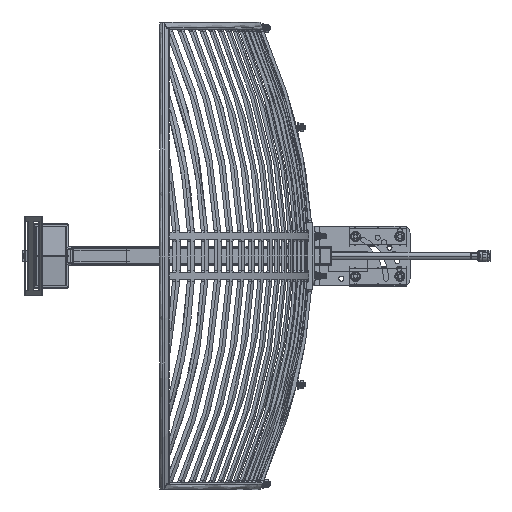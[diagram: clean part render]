
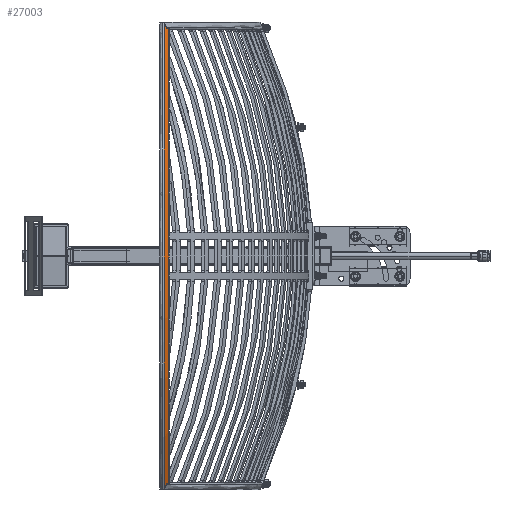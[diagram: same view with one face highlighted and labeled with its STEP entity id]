
A CAD part, left-side view. The second image highlights one B-rep face of the part: STEP entity #27003.
In plain terms, the highlighted conical face has half-angle 53.075 degrees and reference radius 503.129 mm.
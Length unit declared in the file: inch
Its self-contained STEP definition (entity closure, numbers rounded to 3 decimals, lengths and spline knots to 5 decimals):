
#746 = DIRECTION ( 'NONE',  ( 0.8, 0., -0.6 ) ) ;
#3210 = ORIENTED_EDGE ( 'NONE', *, *, #6337, .T. ) ;
#3579 = CARTESIAN_POINT ( 'NONE',  ( 15.95445, 7.11587, -11.4841 ) ) ;
#6337 = EDGE_CURVE ( 'NONE', #80293, #88848, #122611, .T. ) ;
#6495 = CARTESIAN_POINT ( 'NONE',  ( 15.89787, 7.22658, -11.81102 ) ) ;
#10147 = EDGE_CURVE ( 'NONE', #122684, #67669, #73289, .T. ) ;
#12050 = EDGE_CURVE ( 'NONE', #75388, #118973, #39583, .T. ) ;
#14684 = CARTESIAN_POINT ( 'NONE',  ( 15.91452, 7.18175, 11.68846 ) ) ;
#15307 = CARTESIAN_POINT ( 'NONE',  ( 15.89419, 7.21529, 11.7908 ) ) ;
#15441 = CARTESIAN_POINT ( 'NONE',  ( 15.764, 7.0005, -11.48536 ) ) ;
#15997 = CARTESIAN_POINT ( 'NONE',  ( 15.89419, 7.21529, -11.7908 ) ) ;
#16032 = CARTESIAN_POINT ( 'NONE',  ( 15.89017, 7.22193, -11.81102 ) ) ;
#16543 = ORIENTED_EDGE ( 'NONE', *, *, #12050, .F. ) ;
#16688 = CARTESIAN_POINT ( 'NONE',  ( 15.89065, 7.07707, -11.48436 ) ) ;
#19432 = CARTESIAN_POINT ( 'NONE',  ( 0., 7.0005, 0. ) ) ;
#20831 = EDGE_CURVE ( 'NONE', #75388, #101859, #100816, .T. ) ;
#22455 = CARTESIAN_POINT ( 'NONE',  ( 15.89419, 7.21529, -11.7908 ) ) ;
#23077 = EDGE_LOOP ( 'NONE', ( #32295, #91595, #3210, #103821, #16543, #75354, #46235, #32636, #115150, #98878 ) ) ;
#23948 = CARTESIAN_POINT ( 'NONE',  ( 0., 7.2289, 0. ) ) ;
#24194 = B_SPLINE_CURVE_WITH_KNOTS ( 'NONE', 3,
 ( #121731, #110578, #35331, #63941 ),
 .UNSPECIFIED., .F., .F.,
 ( 4, 4 ),
 ( 0., 1. ),
 .UNSPECIFIED. ) ;
#25353 = CARTESIAN_POINT ( 'NONE',  ( 15.89151, 7.21972, -11.80428 ) ) ;
#27003 = ADVANCED_FACE ( 'NONE', ( #35706 ), #56005, .T. ) ;
#27138 = CARTESIAN_POINT ( 'NONE',  ( 15.90173, 7.2289, -11.81102 ) ) ;
#31143 = CARTESIAN_POINT ( 'NONE',  ( 15.95445, 7.11587, -11.4841 ) ) ;
#32295 = ORIENTED_EDGE ( 'NONE', *, *, #10147, .F. ) ;
#32636 = ORIENTED_EDGE ( 'NONE', *, *, #53361, .T. ) ;
#33216 = B_SPLINE_CURVE_WITH_KNOTS ( 'NONE', 3,
 ( #15307, #14684, #42646, #120344 ),
 .UNSPECIFIED., .F., .F.,
 ( 4, 4 ),
 ( 0., 1. ),
 .UNSPECIFIED. ) ;
#35029 = B_SPLINE_CURVE_WITH_KNOTS ( 'NONE', 3,
 ( #70569, #61829, #6495, #44400 ),
 .UNSPECIFIED., .F., .F.,
 ( 4, 4 ),
 ( 0., 1. ),
 .UNSPECIFIED. ) ;
#35331 = CARTESIAN_POINT ( 'NONE',  ( 15.89064, 7.07706, 11.48436 ) ) ;
#35430 = CARTESIAN_POINT ( 'NONE',  ( 15.89017, 7.22193, 11.81102 ) ) ;
#35706 = FACE_OUTER_BOUND ( 'NONE', #23077, .T. ) ;
#36990 = EDGE_CURVE ( 'NONE', #88848, #118973, #35029, .T. ) ;
#38010 = CARTESIAN_POINT ( 'NONE',  ( 15.89419, 7.21529, 11.7908 ) ) ;
#39583 = CIRCLE ( 'NONE', #109057, 19.80821 ) ;
#39848 = CARTESIAN_POINT ( 'NONE',  ( 15.93461, 7.1486, -11.58623 ) ) ;
#40109 = B_SPLINE_CURVE_WITH_KNOTS ( 'NONE', 3,
 ( #31143, #39848, #51637, #22455 ),
 .UNSPECIFIED., .F., .F.,
 ( 4, 4 ),
 ( 0., 1. ),
 .UNSPECIFIED. ) ;
#42646 = CARTESIAN_POINT ( 'NONE',  ( 15.93461, 7.1486, 11.58623 ) ) ;
#44400 = CARTESIAN_POINT ( 'NONE',  ( 15.90173, 7.2289, -11.81102 ) ) ;
#45209 = CARTESIAN_POINT ( 'NONE',  ( 15.89285, 7.21751, 11.79754 ) ) ;
#46235 = ORIENTED_EDGE ( 'NONE', *, *, #115826, .T. ) ;
#51480 = CARTESIAN_POINT ( 'NONE',  ( 15.89787, 7.22658, 11.81102 ) ) ;
#51637 = CARTESIAN_POINT ( 'NONE',  ( 15.91452, 7.18175, -11.68846 ) ) ;
#52810 = EDGE_CURVE ( 'NONE', #110457, #114124, #24194, .T. ) ;
#53361 = EDGE_CURVE ( 'NONE', #85907, #114124, #33216, .T. ) ;
#56005 = CONICAL_SURFACE ( 'NONE', #71919, 19.80821, 0.926 ) ;
#56216 = CARTESIAN_POINT ( 'NONE',  ( 15.89017, 7.22193, 11.81102 ) ) ;
#56909 = EDGE_CURVE ( 'NONE', #67669, #110457, #84116, .T. ) ;
#58037 = CARTESIAN_POINT ( 'NONE',  ( 15.89402, 7.22426, 11.81102 ) ) ;
#61829 = CARTESIAN_POINT ( 'NONE',  ( 15.89402, 7.22426, -11.81102 ) ) ;
#63941 = CARTESIAN_POINT ( 'NONE',  ( 15.95445, 7.11587, 11.4841 ) ) ;
#66321 = CARTESIAN_POINT ( 'NONE',  ( 15.90173, 7.2289, 11.81102 ) ) ;
#67669 = VERTEX_POINT ( 'NONE', #15441 ) ;
#68236 = AXIS2_PLACEMENT_3D ( 'NONE', #19432, #85913, #746 ) ;
#70569 = CARTESIAN_POINT ( 'NONE',  ( 15.89017, 7.22193, -11.81102 ) ) ;
#70772 = CARTESIAN_POINT ( 'NONE',  ( 15.90173, 7.2289, 11.81102 ) ) ;
#71919 = AXIS2_PLACEMENT_3D ( 'NONE', #23948, #82358, #102239 ) ;
#72619 = CARTESIAN_POINT ( 'NONE',  ( 15.89285, 7.21751, -11.79754 ) ) ;
#73213 = CARTESIAN_POINT ( 'NONE',  ( 15.89419, 7.21529, 11.7908 ) ) ;
#73289 = B_SPLINE_CURVE_WITH_KNOTS ( 'NONE', 3,
 ( #113624, #16688, #92533, #116074 ),
 .UNSPECIFIED., .F., .F.,
 ( 4, 4 ),
 ( 0., 1. ),
 .UNSPECIFIED. ) ;
#75209 = B_SPLINE_CURVE_WITH_KNOTS ( 'NONE', 3,
 ( #101784, #92460, #45209, #73213 ),
 .UNSPECIFIED., .F., .F.,
 ( 4, 4 ),
 ( 0., 1. ),
 .UNSPECIFIED. ) ;
#75213 = DIRECTION ( 'NONE',  ( 0., 1., 0. ) ) ;
#75354 = ORIENTED_EDGE ( 'NONE', *, *, #20831, .T. ) ;
#75388 = VERTEX_POINT ( 'NONE', #66321 ) ;
#80293 = VERTEX_POINT ( 'NONE', #15997 ) ;
#82289 = EDGE_CURVE ( 'NONE', #122684, #80293, #40109, .T. ) ;
#82358 = DIRECTION ( 'NONE',  ( 0., 1., 0. ) ) ;
#84116 = CIRCLE ( 'NONE', #68236, 19.50429 ) ;
#84538 = DIRECTION ( 'NONE',  ( 0.8, 0., -0.6 ) ) ;
#85907 = VERTEX_POINT ( 'NONE', #38010 ) ;
#85913 = DIRECTION ( 'NONE',  ( 0., -1., 0. ) ) ;
#87615 = CARTESIAN_POINT ( 'NONE',  ( 15.764, 7.0005, 11.48536 ) ) ;
#88848 = VERTEX_POINT ( 'NONE', #120091 ) ;
#91595 = ORIENTED_EDGE ( 'NONE', *, *, #82289, .T. ) ;
#92460 = CARTESIAN_POINT ( 'NONE',  ( 15.89151, 7.21972, 11.80428 ) ) ;
#92533 = CARTESIAN_POINT ( 'NONE',  ( 15.82717, 7.03861, -11.48478 ) ) ;
#98878 = ORIENTED_EDGE ( 'NONE', *, *, #56909, .F. ) ;
#100091 = CARTESIAN_POINT ( 'NONE',  ( 0., 7.2289, 0. ) ) ;
#100816 = B_SPLINE_CURVE_WITH_KNOTS ( 'NONE', 3,
 ( #70772, #51480, #58037, #56216 ),
 .UNSPECIFIED., .F., .F.,
 ( 4, 4 ),
 ( 0., 1. ),
 .UNSPECIFIED. ) ;
#101784 = CARTESIAN_POINT ( 'NONE',  ( 15.89017, 7.22193, 11.81102 ) ) ;
#101859 = VERTEX_POINT ( 'NONE', #35430 ) ;
#102239 = DIRECTION ( 'NONE',  ( 0., 0., 1. ) ) ;
#103748 = CARTESIAN_POINT ( 'NONE',  ( 15.95445, 7.11587, 11.4841 ) ) ;
#103821 = ORIENTED_EDGE ( 'NONE', *, *, #36990, .T. ) ;
#109057 = AXIS2_PLACEMENT_3D ( 'NONE', #100091, #75213, #84538 ) ;
#110457 = VERTEX_POINT ( 'NONE', #87615 ) ;
#110578 = CARTESIAN_POINT ( 'NONE',  ( 15.82716, 7.03861, 11.48478 ) ) ;
#111132 = CARTESIAN_POINT ( 'NONE',  ( 15.89419, 7.21529, -11.7908 ) ) ;
#113624 = CARTESIAN_POINT ( 'NONE',  ( 15.95445, 7.11587, -11.4841 ) ) ;
#114124 = VERTEX_POINT ( 'NONE', #103748 ) ;
#115150 = ORIENTED_EDGE ( 'NONE', *, *, #52810, .F. ) ;
#115826 = EDGE_CURVE ( 'NONE', #101859, #85907, #75209, .T. ) ;
#116074 = CARTESIAN_POINT ( 'NONE',  ( 15.764, 7.0005, -11.48536 ) ) ;
#118973 = VERTEX_POINT ( 'NONE', #27138 ) ;
#120091 = CARTESIAN_POINT ( 'NONE',  ( 15.89017, 7.22193, -11.81102 ) ) ;
#120344 = CARTESIAN_POINT ( 'NONE',  ( 15.95445, 7.11587, 11.4841 ) ) ;
#121731 = CARTESIAN_POINT ( 'NONE',  ( 15.764, 7.0005, 11.48536 ) ) ;
#122611 = B_SPLINE_CURVE_WITH_KNOTS ( 'NONE', 3,
 ( #111132, #72619, #25353, #16032 ),
 .UNSPECIFIED., .F., .F.,
 ( 4, 4 ),
 ( 0., 1. ),
 .UNSPECIFIED. ) ;
#122684 = VERTEX_POINT ( 'NONE', #3579 ) ;
